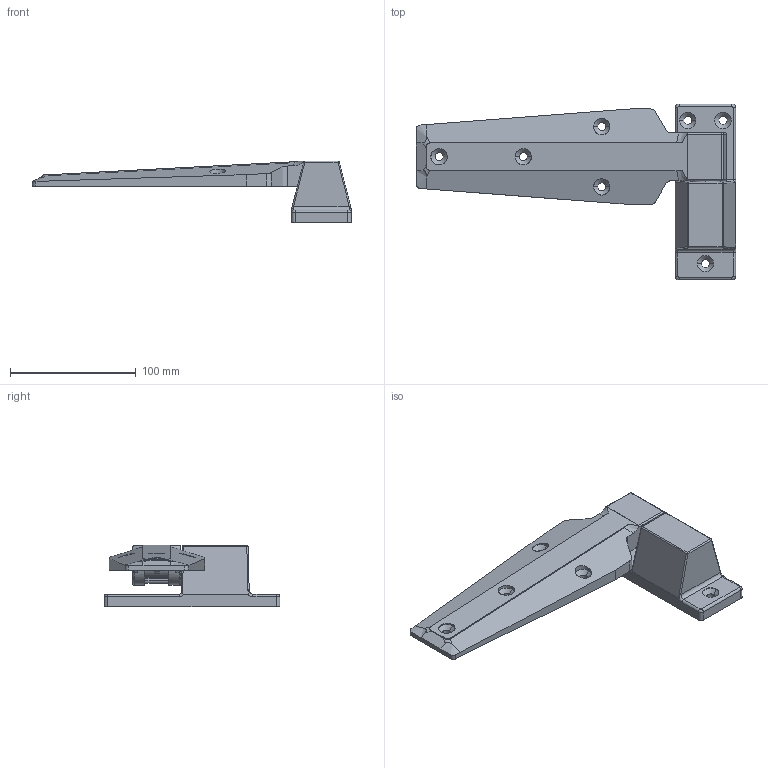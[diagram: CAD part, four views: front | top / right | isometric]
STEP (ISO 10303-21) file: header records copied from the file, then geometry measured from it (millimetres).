
FILE_DESCRIPTION (( 'STEP AP203' ), '1' );
FILE_NAME ('sone3D.STEP', '2013-06-05T07:02:33', ( '' ), ( '' ), 'SwSTEP 2.0', 'SolidWorks 2012', '' );
FILE_SCHEMA (( 'CONFIG_CONTROL_DESIGN' ));
Length unit declared in the file: millimetre
Products named in the file (7): sone3D; キャップ; シャフト; 剽B; 剽A; FB-601ヒンジB-2; FB-601ヒンジA-1
Assembly tree (6 placements, depth 2):
  sone3D
    FB-601ヒンジA-1
    FB-601ヒンジB-2
    剽A
    剽B
    シャフト
    キャップ
Bounding box: 254 x 140 x 49 mm (x, y, z)
Volume: 175610.8 mm3; surface area: 101656.4 mm2
Topology: 6 solids, 6 shells, 513 faces, 1398 edges, 895 vertices
Faces by surface type: plane 237, cylinder 159, cone 57, torus 30, bspline 19, sphere 11
Entity records: 18800 total; most frequent: CARTESIAN_POINT 5268, ORIENTED_EDGE 2786, DIRECTION 2607, EDGE_CURVE 1393, AXIS2_PLACEMENT_3D 915, VERTEX_POINT 895, VECTOR 777, LINE 777
